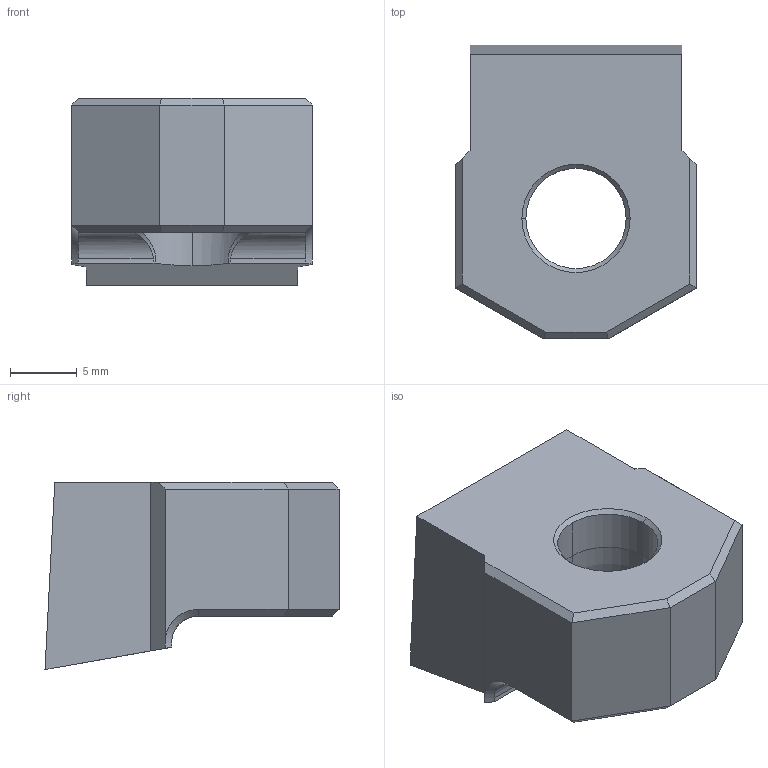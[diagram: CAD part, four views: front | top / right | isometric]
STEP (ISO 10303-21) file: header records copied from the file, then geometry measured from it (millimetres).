
FILE_DESCRIPTION (( 'STEP AP203' ), '1' );
FILE_NAME ('HIN-5_8-P9.STEP', '2023-07-27T10:16:48', ( 'TECNICO' ), ( '' ), 'SwSTEP 2.0', 'SolidWorks 2020', '' );
FILE_SCHEMA (( 'CONFIG_CONTROL_DESIGN' ));
Length unit declared in the file: millimetre
Products named in the file (1): HIN-5_8-P9
Bounding box: 18 x 22 x 14 mm (x, y, z)
Volume: 3406.8 mm3; surface area: 1696 mm2
Topology: 1 solids, 1 shells, 44 faces, 113 edges, 70 vertices
Faces by surface type: plane 25, cylinder 8, cone 7, torus 2, bspline 2
Entity records: 1904 total; most frequent: CARTESIAN_POINT 775, ORIENTED_EDGE 226, DIRECTION 210, EDGE_CURVE 113, LINE 70, VECTOR 70, AXIS2_PLACEMENT_3D 70, VERTEX_POINT 70
